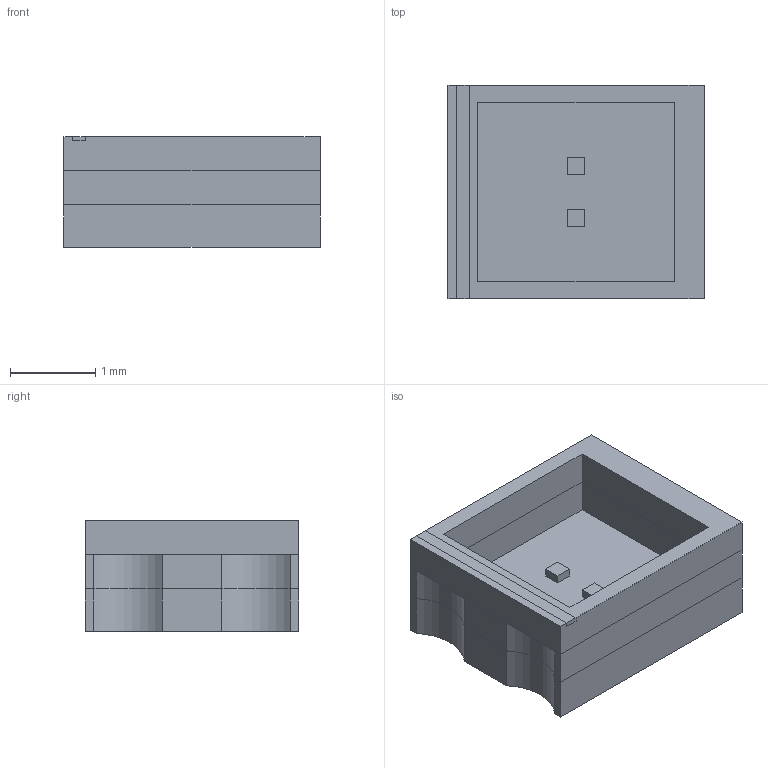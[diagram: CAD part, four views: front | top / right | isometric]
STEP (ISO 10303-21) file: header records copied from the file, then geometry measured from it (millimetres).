
FILE_DESCRIPTION(/* description */ (''),/* implementation_level */ '2;1');
FILE_NAME(/* name */ 'LED_DIALIGHT_597-7701-507F.stp',/* time_stamp */ '2017-01-19T11:10:00+01:00',/* author */ ('jchouvet'),/* organization */ (''),/* preprocessor_version */ 'ST-DEVELOPER v16.1',/* originating_system */ 'AutoCAD Mechanical',/* authorisation */ '');
FILE_SCHEMA (('AUTOMOTIVE_DESIGN { 1 0 10303 214 3 1 1 }'));
Length unit declared in the file: millimetre
Products named in the file (1): Product
Bounding box: 3 x 2.5 x 1.3 mm (x, y, z)
Volume: 5.6 mm3; surface area: 60 mm2
Topology: 10 solids, 10 shells, 112 faces, 276 edges, 184 vertices
Faces by surface type: plane 104, cylinder 8
Entity records: 3322 total; most frequent: CARTESIAN_POINT 573, ORIENTED_EDGE 552, DIRECTION 518, EDGE_CURVE 276, LINE 260, VECTOR 260, VERTEX_POINT 184, AXIS2_PLACEMENT_3D 129
